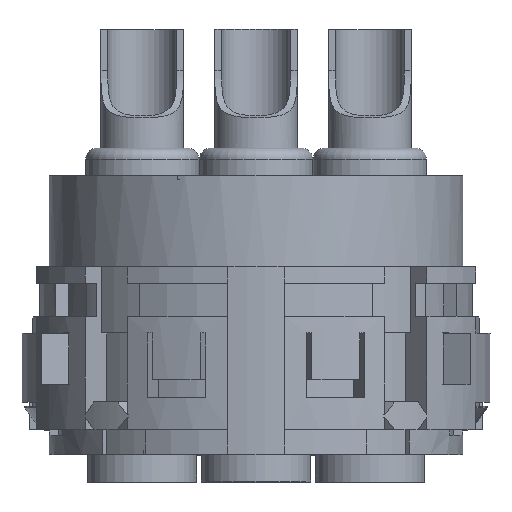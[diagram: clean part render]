
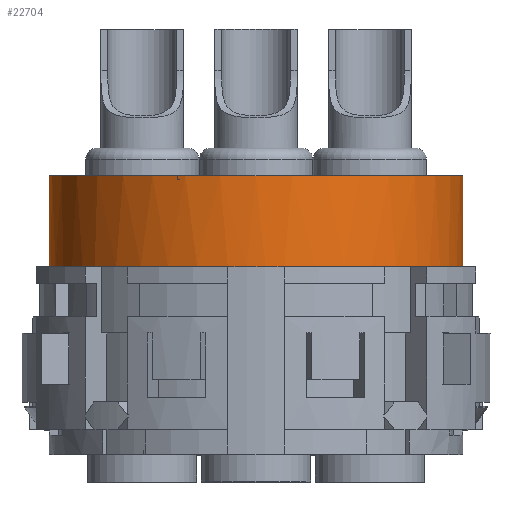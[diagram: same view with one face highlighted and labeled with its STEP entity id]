
A CAD part, top view. The second image highlights one B-rep face of the part: STEP entity #22704.
In plain terms, the highlighted cylindrical face has radius 7.5 mm (diameter 15 mm), a partial arc.
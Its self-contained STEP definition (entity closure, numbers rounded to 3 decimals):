
#2624=CARTESIAN_POINT('',(0.,6.8,0.));
#2625=DIRECTION('',(0.,1.,0.));
#2626=DIRECTION('',(0.137,0.,0.991));
#2627=AXIS2_PLACEMENT_3D('',#2624,#2625,#2626);
#2642=CARTESIAN_POINT('',(0.,6.8,0.));
#2643=DIRECTION('',(0.,1.,0.));
#2644=DIRECTION('',(0.93,0.,0.368));
#2645=AXIS2_PLACEMENT_3D('',#2642,#2643,#2644);
#2652=CARTESIAN_POINT('',(0.,6.8,0.));
#2653=DIRECTION('',(0.,1.,0.));
#2654=DIRECTION('',(-1.,0.,0.));
#2655=AXIS2_PLACEMENT_3D('',#2652,#2653,#2654);
#2670=CARTESIAN_POINT('',(0.,6.8,0.));
#2671=DIRECTION('',(0.,1.,0.));
#2672=DIRECTION('',(-0.779,0.,0.627));
#2673=AXIS2_PLACEMENT_3D('',#2670,#2671,#2672);
#2905=CARTESIAN_POINT('',(0.,6.8,0.));
#2906=DIRECTION('',(0.,1.,0.));
#2907=DIRECTION('',(0.779,0.,0.627));
#2908=AXIS2_PLACEMENT_3D('',#2905,#2906,#2907);
#2910=CARTESIAN_POINT('',(0.,6.8,0.));
#2911=DIRECTION('',(0.,1.,0.));
#2912=DIRECTION('',(-0.137,0.,0.991));
#2913=AXIS2_PLACEMENT_3D('',#2910,#2911,#2912);
#2915=CARTESIAN_POINT('',(0.,6.8,0.));
#2916=DIRECTION('',(0.,1.,0.));
#2917=DIRECTION('',(-0.93,0.,0.368));
#2918=AXIS2_PLACEMENT_3D('',#2915,#2916,#2917);
#2920=DIRECTION('',(0.,1.,0.));
#2921=VECTOR('',#2920,3.3);
#2922=CARTESIAN_POINT('',(-7.5,6.8,0.));
#2923=LINE('',#2922,#2921);
#3105=DIRECTION('',(0.,1.,0.));
#3106=VECTOR('',#3105,3.3);
#3107=CARTESIAN_POINT('',(7.5,6.8,0.));
#3108=LINE('',#3107,#3106);
#3109=CARTESIAN_POINT('',(0.,10.1,0.));
#3110=DIRECTION('',(0.,1.,0.));
#3111=DIRECTION('',(-1.,0.,0.));
#3112=AXIS2_PLACEMENT_3D('',#3109,#3110,#3111);
#16412=CARTESIAN_POINT('',(-7.5,10.1,0.));
#16413=CARTESIAN_POINT('',(7.5,10.1,0.));
#16414=VERTEX_POINT('',#16412);
#16415=VERTEX_POINT('',#16413);
#16416=CARTESIAN_POINT('',(7.5,6.8,0.));
#16417=CARTESIAN_POINT('',(-7.5,6.8,0.));
#16418=VERTEX_POINT('',#16416);
#16419=VERTEX_POINT('',#16417);
#16635=CARTESIAN_POINT('',(-1.025,6.8,7.43));
#16637=VERTEX_POINT('',#16635);
#16638=CARTESIAN_POINT('',(1.025,6.8,7.43));
#16640=VERTEX_POINT('',#16638);
#16715=CARTESIAN_POINT('',(-6.975,6.8,2.757));
#16717=VERTEX_POINT('',#16715);
#16728=CARTESIAN_POINT('',(-5.843,6.8,4.702));
#16730=VERTEX_POINT('',#16728);
#16762=CARTESIAN_POINT('',(6.975,6.8,2.757));
#16764=VERTEX_POINT('',#16762);
#16801=CARTESIAN_POINT('',(5.843,6.8,4.702));
#16803=VERTEX_POINT('',#16801);
#22682=CARTESIAN_POINT('',(0.,6.8,0.));
#22683=DIRECTION('',(0.,1.,0.));
#22684=DIRECTION('',(-1.,0.,0.));
#22685=AXIS2_PLACEMENT_3D('',#22682,#22683,#22684);
#22686=CYLINDRICAL_SURFACE('',#22685,7.5);
#22687=ORIENTED_EDGE('',*,*,#22670,.F.);
#22688=ORIENTED_EDGE('',*,*,#22252,.F.);
#22690=ORIENTED_EDGE('',*,*,#22689,.F.);
#22691=ORIENTED_EDGE('',*,*,#22272,.F.);
#22693=ORIENTED_EDGE('',*,*,#22692,.F.);
#22694=ORIENTED_EDGE('',*,*,#22264,.F.);
#22696=ORIENTED_EDGE('',*,*,#22695,.T.);
#22698=ORIENTED_EDGE('',*,*,#22697,.T.);
#22700=ORIENTED_EDGE('',*,*,#22699,.F.);
#22701=ORIENTED_EDGE('',*,*,#22260,.F.);
#22702=EDGE_LOOP('',(#22687,#22688,#22690,#22691,#22693,#22694,#22696,#22698,
#22700,#22701));
#22703=FACE_OUTER_BOUND('',#22702,.F.);
#2628=CIRCLE('',#2627,7.5);
#2646=CIRCLE('',#2645,7.5);
#2656=CIRCLE('',#2655,7.5);
#2674=CIRCLE('',#2673,7.5);
#2909=CIRCLE('',#2908,7.5);
#2914=CIRCLE('',#2913,7.5);
#2919=CIRCLE('',#2918,7.5);
#3113=CIRCLE('',#3112,7.5);
#22252=EDGE_CURVE('',#16640,#16803,#2628,.T.);
#22260=EDGE_CURVE('',#16764,#16418,#2646,.T.);
#22264=EDGE_CURVE('',#16419,#16717,#2656,.T.);
#22272=EDGE_CURVE('',#16730,#16637,#2674,.T.);
#22670=EDGE_CURVE('',#16803,#16764,#2909,.T.);
#22689=EDGE_CURVE('',#16637,#16640,#2914,.T.);
#22692=EDGE_CURVE('',#16717,#16730,#2919,.T.);
#22695=EDGE_CURVE('',#16419,#16414,#2923,.T.);
#22697=EDGE_CURVE('',#16414,#16415,#3113,.T.);
#22699=EDGE_CURVE('',#16418,#16415,#3108,.T.);
#22704=ADVANCED_FACE('',(#22703),#22686,.T.);
